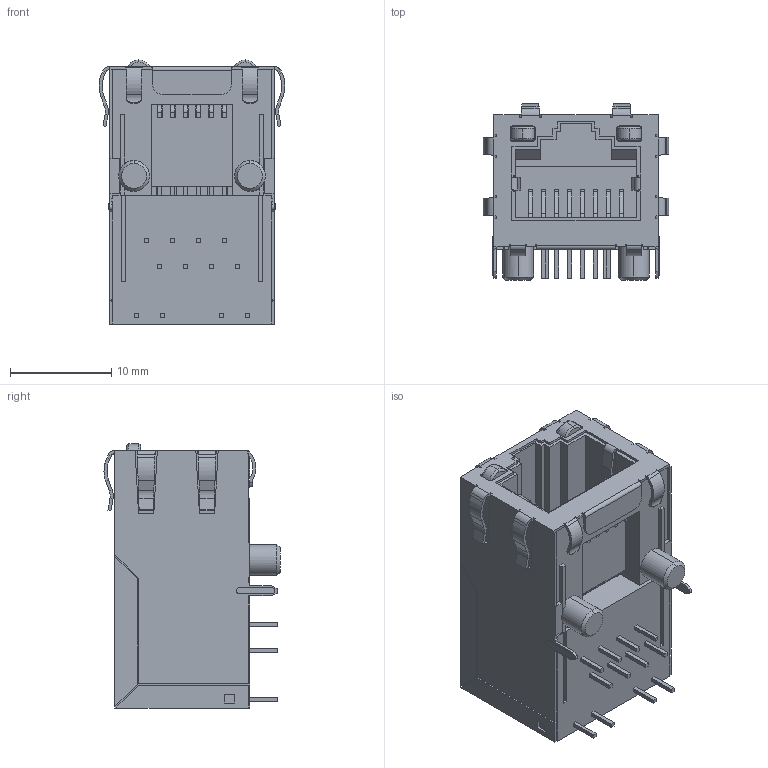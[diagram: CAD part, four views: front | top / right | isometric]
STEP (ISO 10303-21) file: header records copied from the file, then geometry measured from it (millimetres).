
FILE_DESCRIPTION (( 'STEP AP214' ), '1' );
FILE_NAME ('SW3dPS-480250002.STEP', '2009-11-24T07:39:50', ( 'sysAdmin' ), ( 'SolidWorks' ), 'SwSTEP 2.0', 'SolidWorks 2009', '' );
FILE_SCHEMA (( 'AUTOMOTIVE_DESIGN' ));
Length unit declared in the file: millimetre
Products named in the file (1): SW3dPS-480250002
Bounding box: 18.34 x 17.36 x 26.05 mm (x, y, z)
Volume: 3330 mm3; surface area: 3709.5 mm2
Topology: 3 solids, 3 shells, 787 faces, 2084 edges, 1326 vertices
Faces by surface type: plane 591, cylinder 150, bspline 36, torus 6, cone 4
Entity records: 33970 total; most frequent: CARTESIAN_POINT 5984, ORIENTED_EDGE 4168, DIRECTION 3697, EDGE_CURVE 2084, VECTOR 1695, LINE 1695, VERTEX_POINT 1326, AXIS2_PLACEMENT_3D 1001
